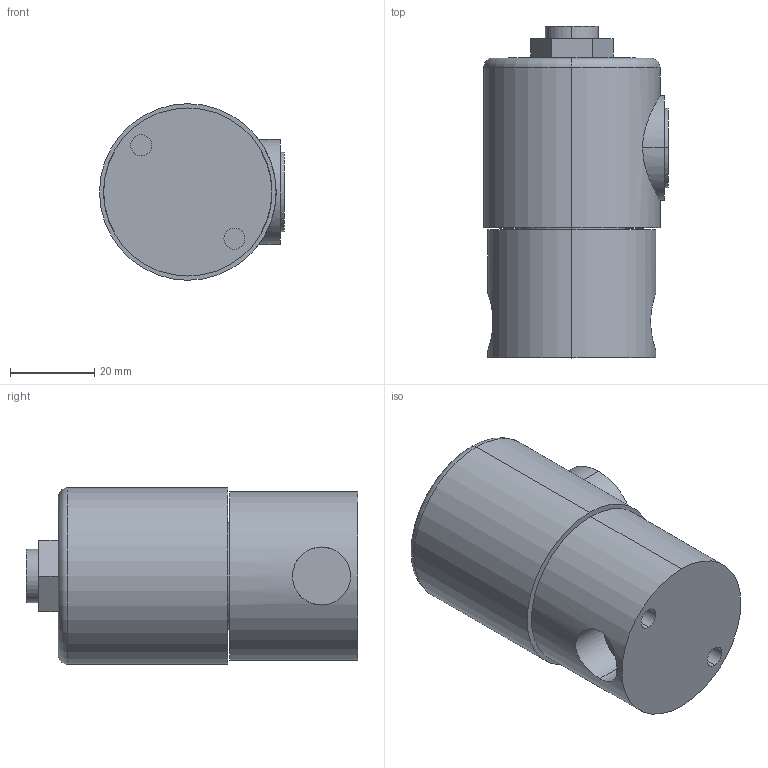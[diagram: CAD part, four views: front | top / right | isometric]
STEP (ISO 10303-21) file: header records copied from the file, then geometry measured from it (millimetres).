
FILE_DESCRIPTION (( 'STEP AP214' ), '1' );
FILE_NAME ('YS301B-5B.STEP', '2025-10-08T00:59:48', ( '' ), ( '' ), 'SwSTEP 2.0', 'SolidWorks 2024', '' );
FILE_SCHEMA (( 'AUTOMOTIVE_DESIGN' ));
Length unit declared in the file: millimetre
Products named in the file (3): ZS301-2_5B; AS301B; YS301B-5B
Assembly tree (2 placements, depth 2):
  YS301B-5B
    ZS301-2_5B
    AS301B
Bounding box: 44 x 78.93 x 42 mm (x, y, z)
Volume: 93882.5 mm3; surface area: 17220.1 mm2
Topology: 2 solids, 2 shells, 47 faces, 94 edges, 62 vertices
Faces by surface type: cylinder 24, plane 21, torus 2
Entity records: 1588 total; most frequent: CARTESIAN_POINT 482, DIRECTION 238, ORIENTED_EDGE 188, AXIS2_PLACEMENT_3D 98, EDGE_CURVE 94, VERTEX_POINT 62, EDGE_LOOP 58, FACE_OUTER_BOUND 47
